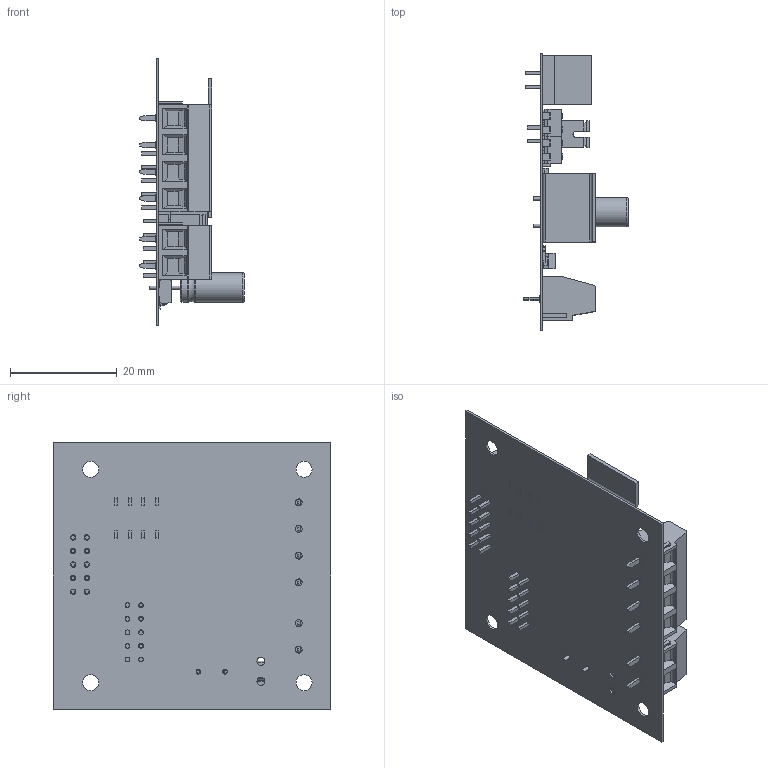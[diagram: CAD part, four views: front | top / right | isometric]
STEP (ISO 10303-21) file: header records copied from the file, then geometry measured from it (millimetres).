
FILE_DESCRIPTION(('STEP AP214'),'1');
FILE_NAME('PoStep25-32.stp','2015-11-09T21:22:34',(' '),(' '),'Spatial InterOp 3D',' ',' ');
FILE_SCHEMA(('automotive_design'));
Length unit declared in the file: millimetre
Products named in the file (130): PoStep25-32; Anode; DO214AC; cathode; Capacitor; mkdsn_1.5-2; mkdsn_1.5-4; Jumper; PCB; =_[0_1_1_2]; =_[0_1_1_15]; =_[0_1_1_7]; =_[0_1_1_9]; =_[0_1_1_83]; =_[0_1_1_113]; =_[0_1_1_17]; =_[0_1_1_23]; =_[0_1_1_12]; =_[0_1_1_88]; =_[0_1_1_94]; =_[0_1_1_92]; =_[0_1_1_49]; =_[0_1_1_47]; =_[0_1_1_19]; SMD heatsink
Assembly tree (129 placements, depth 3):
  PoStep25-32
    Anode
    DO214AC
    cathode
    Capacitor
    mkdsn_1.5-2
    mkdsn_1.5-4
    Jumper
    PCB
    =_[0_1_1_2]
    =_[0_1_1_15]
    =_[0_1_1_15]
    =_[0_1_1_2]
    =_[0_1_1_2]
    =_[0_1_1_2]
    =_[0_1_1_2]
    =_[0_1_1_2]
    =_[0_1_1_2]
    =_[0_1_1_2]
    =_[0_1_1_2]
    =_[0_1_1_2]
    =_[0_1_1_2]
    =_[0_1_1_2]
    =_[0_1_1_2]
    =_[0_1_1_2]
    =_[0_1_1_2]
    =_[0_1_1_2]
    =_[0_1_1_2]
    =_[0_1_1_2]
    =_[0_1_1_2]
    =_[0_1_1_2]
    =_[0_1_1_2]
    =_[0_1_1_2]
    =_[0_1_1_2]
    =_[0_1_1_2]
    =_[0_1_1_2]
    =_[0_1_1_2]
    =_[0_1_1_2]
    =_[0_1_1_2]
    =_[0_1_1_2]
    =_[0_1_1_2]
    =_[0_1_1_2]
    =_[0_1_1_2]
    =_[0_1_1_2]
    =_[0_1_1_2]
    =_[0_1_1_2]
    =_[0_1_1_2]
    =_[0_1_1_2]
    =_[0_1_1_2]
    =_[0_1_1_2]
    =_[0_1_1_2]
    =_[0_1_1_2]
    =_[0_1_1_2]
    =_[0_1_1_2]
    =_[0_1_1_7]
      =_[0_1_1_2]
    =_[0_1_1_9]
      =_[0_1_1_2]
    =_[0_1_1_83]
      =_[0_1_1_2]
Bounding box: 19.64 x 52 x 50 mm (x, y, z)
Volume: 5367.3 mm3; surface area: 12311.2 mm2
Topology: 116 solids, 116 shells, 1496 faces, 3445 edges, 2248 vertices
Faces by surface type: plane 1175, cylinder 224, bspline 66, sphere 20, torus 11
Full cylindrical faces by diameter (mm): 0.457 x2, 0.6 x6, 0.9 x12, 1 x10, 1.3 x12, 1.5 x2, 3 x4, 3.8 x6, 3.83 x6, 5.5 x2
Entity records: 59243 total; most frequent: CARTESIAN_POINT 10159, DIRECTION 6872, ORIENTED_EDGE 6792, EDGE_CURVE 3396, LINE 2818, VECTOR 2818, VERTEX_POINT 2238, AXIS2_PLACEMENT_3D 2027
